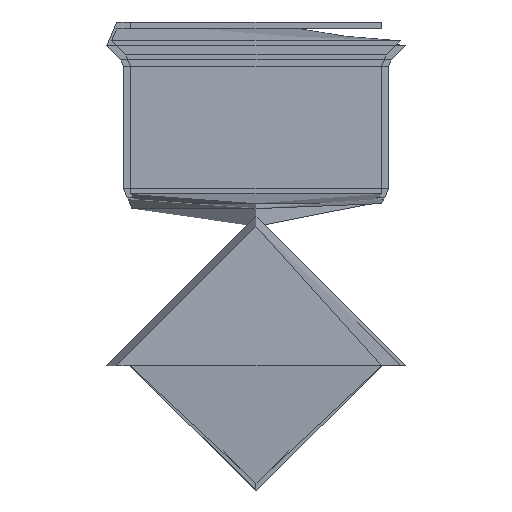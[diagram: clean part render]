
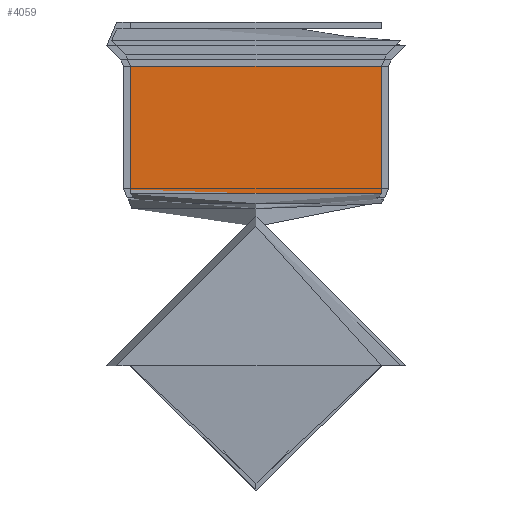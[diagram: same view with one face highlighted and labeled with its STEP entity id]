
A CAD part, left-side view. The second image highlights one B-rep face of the part: STEP entity #4059.
In plain terms, the highlighted free-form (B-spline) face has degree [1, 2] with [2, 9] control points.
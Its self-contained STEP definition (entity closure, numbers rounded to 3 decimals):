
#4014 = VERTEX_POINT('',#4015);
#4015 = CARTESIAN_POINT('',(37.,-27.,0.));
#4020 = EDGE_CURVE('',#4021,#4014,#4023,.T.);
#4021 = VERTEX_POINT('',#4022);
#4022 = CARTESIAN_POINT('',(37.,27.,0.));
#4023 = ( BOUNDED_CURVE() B_SPLINE_CURVE(2,(#4024,#4025,#4026,#4027,
#4028),.UNSPECIFIED.,.F.,.F.) B_SPLINE_CURVE_WITH_KNOTS((3,2,3),(0.,
1.571,3.142),.UNSPECIFIED.) CURVE() 
GEOMETRIC_REPRESENTATION_ITEM() RATIONAL_B_SPLINE_CURVE((1.,
0.707,1.,0.707,1.)) REPRESENTATION_ITEM('') );
#4024 = CARTESIAN_POINT('',(37.,27.,0.));
#4025 = CARTESIAN_POINT('',(37.,27.,27.));
#4026 = CARTESIAN_POINT('',(37.,0.,27.));
#4027 = CARTESIAN_POINT('',(37.,-27.,27.));
#4028 = CARTESIAN_POINT('',(37.,-27.,0.));
#4030 = EDGE_CURVE('',#4014,#4021,#4031,.T.);
#4031 = ( BOUNDED_CURVE() B_SPLINE_CURVE(2,(#4032,#4033,#4034,#4035,
#4036),.UNSPECIFIED.,.F.,.F.) B_SPLINE_CURVE_WITH_KNOTS((3,2,3),(
    3.142,4.712,6.283),
.PIECEWISE_BEZIER_KNOTS.) CURVE() GEOMETRIC_REPRESENTATION_ITEM() 
RATIONAL_B_SPLINE_CURVE((1.,0.707,1.,0.707,1.)) 
REPRESENTATION_ITEM('') );
#4032 = CARTESIAN_POINT('',(37.,-27.,0.));
#4033 = CARTESIAN_POINT('',(37.,-27.,-27.));
#4034 = CARTESIAN_POINT('',(37.,0.,-27.));
#4035 = CARTESIAN_POINT('',(37.,27.,-27.));
#4036 = CARTESIAN_POINT('',(37.,27.,0.));
#4059 = ADVANCED_FACE('',(#4060),#4096,.T.);
#4060 = FACE_BOUND('',#4061,.T.);
#4061 = EDGE_LOOP('',(#4062,#4063,#4070,#4078,#4086,#4094,#4095));
#4062 = ORIENTED_EDGE('',*,*,#4020,.T.);
#4063 = ORIENTED_EDGE('',*,*,#4064,.T.);
#4064 = EDGE_CURVE('',#4014,#4065,#4067,.T.);
#4065 = VERTEX_POINT('',#4066);
#4066 = CARTESIAN_POINT('',(9.571,-27.,0.));
#4067 = B_SPLINE_CURVE_WITH_KNOTS('',1,(#4068,#4069),.UNSPECIFIED.,.F.,
  .F.,(2,2),(-0.508,0.508),.PIECEWISE_BEZIER_KNOTS.);
#4068 = CARTESIAN_POINT('',(37.,-27.,0.));
#4069 = CARTESIAN_POINT('',(9.571,-27.,0.));
#4070 = ORIENTED_EDGE('',*,*,#4071,.F.);
#4071 = EDGE_CURVE('',#4072,#4065,#4074,.T.);
#4072 = VERTEX_POINT('',#4073);
#4073 = CARTESIAN_POINT('',(9.571,0.,27.));
#4074 = ( BOUNDED_CURVE() B_SPLINE_CURVE(2,(#4075,#4076,#4077),
.UNSPECIFIED.,.F.,.F.) B_SPLINE_CURVE_WITH_KNOTS((3,3),(1.571,
3.142),.PIECEWISE_BEZIER_KNOTS.) CURVE() 
GEOMETRIC_REPRESENTATION_ITEM() RATIONAL_B_SPLINE_CURVE((1.,
0.707,1.)) REPRESENTATION_ITEM('') );
#4075 = CARTESIAN_POINT('',(9.571,0.,27.));
#4076 = CARTESIAN_POINT('',(9.571,-27.,27.));
#4077 = CARTESIAN_POINT('',(9.571,-27.,0.));
#4078 = ORIENTED_EDGE('',*,*,#4079,.F.);
#4079 = EDGE_CURVE('',#4080,#4072,#4082,.T.);
#4080 = VERTEX_POINT('',#4081);
#4081 = CARTESIAN_POINT('',(9.571,27.,0.));
#4082 = ( BOUNDED_CURVE() B_SPLINE_CURVE(2,(#4083,#4084,#4085),
.UNSPECIFIED.,.F.,.F.) B_SPLINE_CURVE_WITH_KNOTS((3,3),(0.,
1.571),.PIECEWISE_BEZIER_KNOTS.) CURVE() 
GEOMETRIC_REPRESENTATION_ITEM() RATIONAL_B_SPLINE_CURVE((1.,
0.707,1.)) REPRESENTATION_ITEM('') );
#4083 = CARTESIAN_POINT('',(9.571,27.,0.));
#4084 = CARTESIAN_POINT('',(9.571,27.,27.));
#4085 = CARTESIAN_POINT('',(9.571,0.,27.));
#4086 = ORIENTED_EDGE('',*,*,#4087,.F.);
#4087 = EDGE_CURVE('',#4065,#4080,#4088,.T.);
#4088 = ( BOUNDED_CURVE() B_SPLINE_CURVE(2,(#4089,#4090,#4091,#4092,
#4093),.UNSPECIFIED.,.F.,.F.) B_SPLINE_CURVE_WITH_KNOTS((3,2,3),(
    3.142,4.712,6.283),
.PIECEWISE_BEZIER_KNOTS.) CURVE() GEOMETRIC_REPRESENTATION_ITEM() 
RATIONAL_B_SPLINE_CURVE((1.,0.707,1.,0.707,1.)) 
REPRESENTATION_ITEM('') );
#4089 = CARTESIAN_POINT('',(9.571,-27.,0.));
#4090 = CARTESIAN_POINT('',(9.571,-27.,-27.));
#4091 = CARTESIAN_POINT('',(9.571,0.,-27.));
#4092 = CARTESIAN_POINT('',(9.571,27.,-27.));
#4093 = CARTESIAN_POINT('',(9.571,27.,0.));
#4094 = ORIENTED_EDGE('',*,*,#4064,.F.);
#4095 = ORIENTED_EDGE('',*,*,#4030,.T.);
#4096 = ( BOUNDED_SURFACE() B_SPLINE_SURFACE(1,2,(
    (#4097,#4098,#4099,#4100,#4101,#4102,#4103,#4104,#4105)
    ,(#4106,#4107,#4108,#4109,#4110,#4111,#4112,#4113,#4114
)),.UNSPECIFIED.,.F.,.T.,.F.) B_SPLINE_SURFACE_WITH_KNOTS((2,2),(1,2,2,2
    ,2,2,1),(-0.508,0.508),(-4.712,
    -3.142,-1.571,0.,1.571,3.142,
4.712),.UNSPECIFIED.) GEOMETRIC_REPRESENTATION_ITEM() 
RATIONAL_B_SPLINE_SURFACE((
    (1.,0.707,1.,0.707,1.,0.707,1.
      ,0.707,1.)
    ,(1.,0.707,1.,0.707,1.,0.707,1.
,0.707,1.))) REPRESENTATION_ITEM('') SURFACE() );
#4097 = CARTESIAN_POINT('',(9.571,-27.,0.));
#4098 = CARTESIAN_POINT('',(9.571,-27.,-27.));
#4099 = CARTESIAN_POINT('',(9.571,0.,-27.));
#4100 = CARTESIAN_POINT('',(9.571,27.,-27.));
#4101 = CARTESIAN_POINT('',(9.571,27.,0.));
#4102 = CARTESIAN_POINT('',(9.571,27.,27.));
#4103 = CARTESIAN_POINT('',(9.571,0.,27.));
#4104 = CARTESIAN_POINT('',(9.571,-27.,27.));
#4105 = CARTESIAN_POINT('',(9.571,-27.,0.));
#4106 = CARTESIAN_POINT('',(37.,-27.,0.));
#4107 = CARTESIAN_POINT('',(37.,-27.,-27.));
#4108 = CARTESIAN_POINT('',(37.,0.,-27.));
#4109 = CARTESIAN_POINT('',(37.,27.,-27.));
#4110 = CARTESIAN_POINT('',(37.,27.,0.));
#4111 = CARTESIAN_POINT('',(37.,27.,27.));
#4112 = CARTESIAN_POINT('',(37.,0.,27.));
#4113 = CARTESIAN_POINT('',(37.,-27.,27.));
#4114 = CARTESIAN_POINT('',(37.,-27.,0.));
